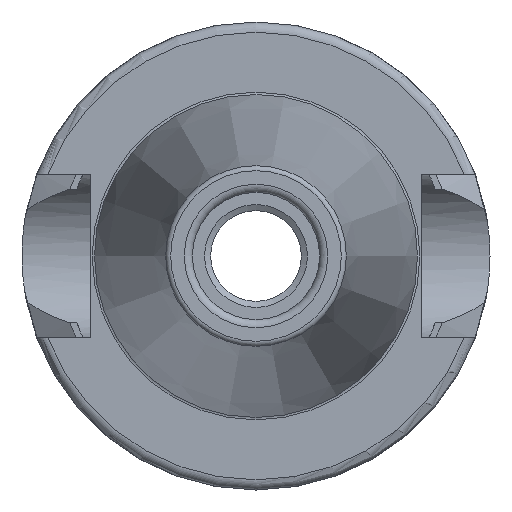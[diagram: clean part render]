
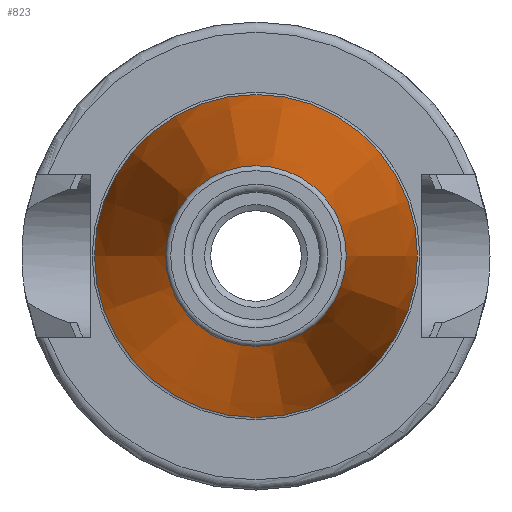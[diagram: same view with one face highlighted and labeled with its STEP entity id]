
A CAD part, left-side view. The second image highlights one B-rep face of the part: STEP entity #823.
In plain terms, the highlighted conical face has half-angle 8.297 degrees and reference radius 12.377 mm.
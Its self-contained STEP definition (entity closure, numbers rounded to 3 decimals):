
#43=CONICAL_SURFACE('',#936,12.377,0.145);
#112=FACE_OUTER_BOUND('',#166,.T.);
#166=EDGE_LOOP('',(#695,#696,#697,#698,#699));
#221=LINE('',#1553,#261);
#261=VECTOR('',#1158,12.377);
#303=CIRCLE('',#932,8.879);
#304=CIRCLE('',#933,8.879);
#307=CIRCLE('',#937,15.875);
#393=VERTEX_POINT('',#1543);
#394=VERTEX_POINT('',#1544);
#396=VERTEX_POINT('',#1551);
#500=EDGE_CURVE('',#393,#394,#303,.T.);
#501=EDGE_CURVE('',#394,#393,#304,.T.);
#504=EDGE_CURVE('',#396,#396,#307,.T.);
#505=EDGE_CURVE('',#396,#393,#221,.T.);
#695=ORIENTED_EDGE('',*,*,#504,.F.);
#696=ORIENTED_EDGE('',*,*,#505,.T.);
#697=ORIENTED_EDGE('',*,*,#500,.T.);
#698=ORIENTED_EDGE('',*,*,#501,.T.);
#699=ORIENTED_EDGE('',*,*,#505,.F.);
#823=ADVANCED_FACE('',(#112),#43,.T.);
#932=AXIS2_PLACEMENT_3D('',#1545,#1146,#1147);
#933=AXIS2_PLACEMENT_3D('',#1546,#1148,#1149);
#936=AXIS2_PLACEMENT_3D('',#1550,#1154,#1155);
#937=AXIS2_PLACEMENT_3D('',#1552,#1156,#1157);
#1146=DIRECTION('center_axis',(1.,0.,0.));
#1147=DIRECTION('ref_axis',(0.,0.,-1.));
#1148=DIRECTION('center_axis',(1.,0.,0.));
#1149=DIRECTION('ref_axis',(0.,0.,-1.));
#1154=DIRECTION('center_axis',(1.,0.,0.));
#1155=DIRECTION('ref_axis',(0.,1.,0.));
#1156=DIRECTION('center_axis',(1.,0.,0.));
#1157=DIRECTION('ref_axis',(0.,0.,-1.));
#1158=DIRECTION('',(-0.99,0.144,0.));
#1543=CARTESIAN_POINT('',(-47.972,-8.879,0.));
#1544=CARTESIAN_POINT('',(-47.972,0.,8.879));
#1545=CARTESIAN_POINT('Origin',(-47.972,0.,
0.));
#1546=CARTESIAN_POINT('Origin',(-47.972,0.,
0.));
#1550=CARTESIAN_POINT('Origin',(-23.986,0.,
0.));
#1551=CARTESIAN_POINT('',(0.,-15.875,0.));
#1552=CARTESIAN_POINT('Origin',(0.,0.,
0.));
#1553=CARTESIAN_POINT('',(-23.986,-12.377,0.));
